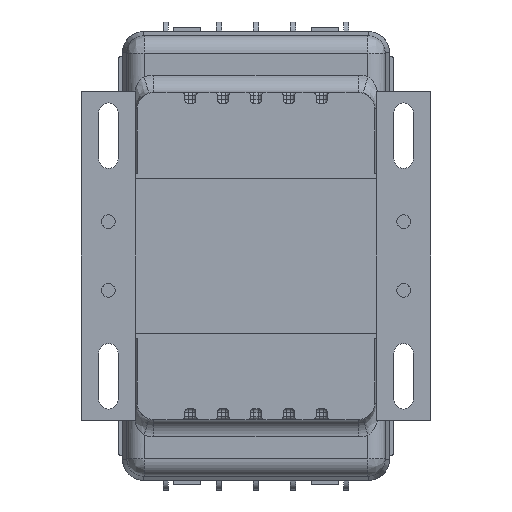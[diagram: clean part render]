
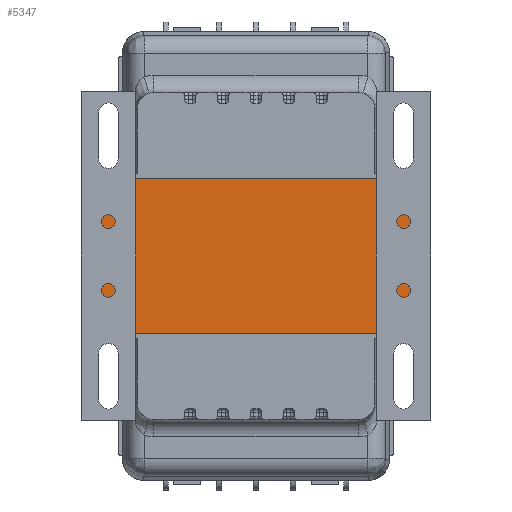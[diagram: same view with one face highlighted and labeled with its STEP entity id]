
A CAD part, front view. The second image highlights one B-rep face of the part: STEP entity #5347.
In plain terms, the highlighted planar face has unit normal (0, -1, 0).
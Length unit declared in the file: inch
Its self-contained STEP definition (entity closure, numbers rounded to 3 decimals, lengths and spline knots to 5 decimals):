
#18 = CARTESIAN_POINT ( 'NONE',  ( 1.94807, -0.75596, 0.88583 ) ) ;
#1818 = VERTEX_POINT ( 'NONE', #7332 ) ;
#1876 = EDGE_CURVE ( 'NONE', #13996, #1818, #3018, .T. ) ;
#3018 = LINE ( 'NONE', #19713, #14235 ) ;
#3314 = ORIENTED_EDGE ( 'NONE', *, *, #1876, .F. ) ;
#3403 = EDGE_CURVE ( 'NONE', #1818, #8970, #13479, .T. ) ;
#3591 = EDGE_LOOP ( 'NONE', ( #16783, #3314, #12842, #5843 ) ) ;
#5108 = CARTESIAN_POINT ( 'NONE',  ( -1.83146, -0.75596, 0.88583 ) ) ;
#5347 = ADVANCED_FACE ( 'NONE', ( #13445 ), #8464, .F. ) ;
#5843 = ORIENTED_EDGE ( 'NONE', *, *, #17565, .F. ) ;
#5983 = VECTOR ( 'NONE', #15253, 39.37008 ) ;
#6012 = DIRECTION ( 'NONE',  ( -1., 0., 0. ) ) ;
#7076 = DIRECTION ( 'NONE',  ( 0., 0., 1. ) ) ;
#7332 = CARTESIAN_POINT ( 'NONE',  ( -1.83146, -0.75596, 0.88583 ) ) ;
#8464 = PLANE ( 'NONE',  #19099 ) ;
#8970 = VERTEX_POINT ( 'NONE', #9433 ) ;
#9433 = CARTESIAN_POINT ( 'NONE',  ( 1.94807, -0.75596, 0.88583 ) ) ;
#10293 = VECTOR ( 'NONE', #6012, 39.37008 ) ;
#11613 = CARTESIAN_POINT ( 'NONE',  ( 0., -0.75596, 0. ) ) ;
#12800 = DIRECTION ( 'NONE',  ( 1., 0., 0. ) ) ;
#12842 = ORIENTED_EDGE ( 'NONE', *, *, #12892, .F. ) ;
#12892 = EDGE_CURVE ( 'NONE', #17834, #13996, #14873, .T. ) ;
#13182 = LINE ( 'NONE', #18, #5983 ) ;
#13445 = FACE_OUTER_BOUND ( 'NONE', #3591, .T. ) ;
#13479 = LINE ( 'NONE', #5108, #17016 ) ;
#13996 = VERTEX_POINT ( 'NONE', #17771 ) ;
#14235 = VECTOR ( 'NONE', #18181, 39.37008 ) ;
#14873 = LINE ( 'NONE', #18269, #10293 ) ;
#15253 = DIRECTION ( 'NONE',  ( 0., 0., -1. ) ) ;
#16237 = DIRECTION ( 'NONE',  ( 0., 1., 0. ) ) ;
#16783 = ORIENTED_EDGE ( 'NONE', *, *, #3403, .F. ) ;
#17016 = VECTOR ( 'NONE', #12800, 39.37008 ) ;
#17565 = EDGE_CURVE ( 'NONE', #8970, #17834, #13182, .T. ) ;
#17771 = CARTESIAN_POINT ( 'NONE',  ( -1.83146, -0.75596, -0.88583 ) ) ;
#17834 = VERTEX_POINT ( 'NONE', #18928 ) ;
#18181 = DIRECTION ( 'NONE',  ( 0., 0., 1. ) ) ;
#18269 = CARTESIAN_POINT ( 'NONE',  ( 1.94807, -0.75596, -0.88583 ) ) ;
#18928 = CARTESIAN_POINT ( 'NONE',  ( 1.94807, -0.75596, -0.88583 ) ) ;
#19099 = AXIS2_PLACEMENT_3D ( 'NONE', #11613, #16237, #7076 ) ;
#19713 = CARTESIAN_POINT ( 'NONE',  ( -1.83146, -0.75596, -0.88583 ) ) ;
